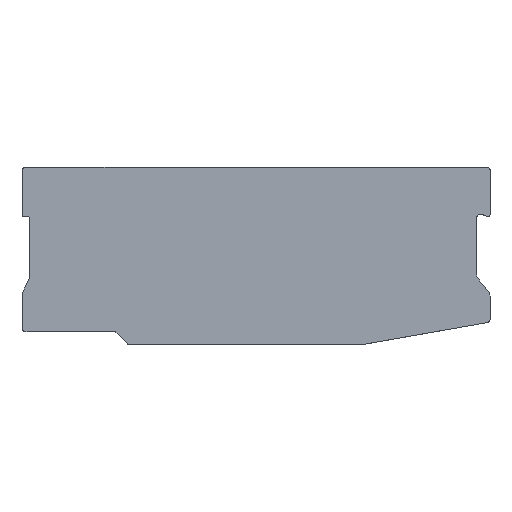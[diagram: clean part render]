
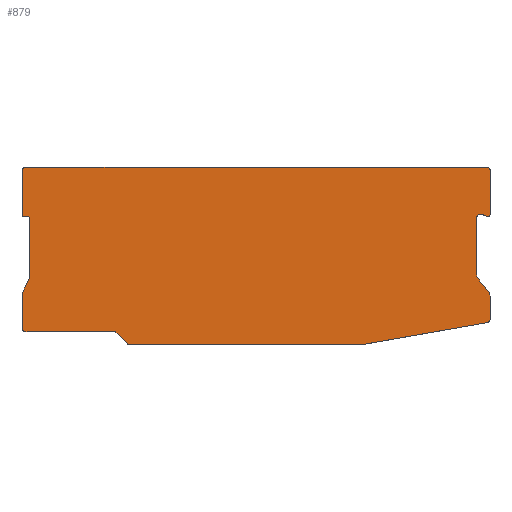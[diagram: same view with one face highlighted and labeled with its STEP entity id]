
A CAD part, top view. The second image highlights one B-rep face of the part: STEP entity #879.
In plain terms, the highlighted planar face has unit normal (0, 0, 1).
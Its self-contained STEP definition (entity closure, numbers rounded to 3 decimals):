
#2=CARTESIAN_POINT('',(23.454,1.55,1.5));
#3=DIRECTION('',(0.,0.,1.));
#4=DIRECTION('',(0.,-1.,0.));
#5=AXIS2_PLACEMENT_3D('',#2,#3,#4);
#7=DIRECTION('',(-1.,0.,0.));
#8=VECTOR('',#7,40.955);
#9=CARTESIAN_POINT('',(23.454,0.55,1.5));
#10=LINE('',#9,#8);
#11=CARTESIAN_POINT('',(-17.501,1.05,1.5));
#12=DIRECTION('',(0.,0.,1.));
#13=DIRECTION('',(-0.707,-0.707,0.));
#14=AXIS2_PLACEMENT_3D('',#11,#12,#13);
#16=DIRECTION('',(-0.707,0.707,0.));
#17=VECTOR('',#16,2.768);
#18=CARTESIAN_POINT('',(-17.855,0.696,1.5));
#19=LINE('',#18,#17);
#20=DIRECTION('',(-1.,0.,0.));
#21=VECTOR('',#20,15.434);
#22=CARTESIAN_POINT('',(-20.166,2.8,1.5));
#23=LINE('',#22,#21);
#24=CARTESIAN_POINT('',(-35.6,3.5,1.5));
#25=DIRECTION('',(0.,0.,1.));
#26=DIRECTION('',(-1.,0.,0.));
#27=AXIS2_PLACEMENT_3D('',#24,#25,#26);
#29=DIRECTION('',(0.,1.,0.));
#30=VECTOR('',#29,5.703);
#31=CARTESIAN_POINT('',(-36.3,3.5,1.5));
#32=LINE('',#31,#30);
#33=CARTESIAN_POINT('',(-35.1,9.203,1.5));
#34=DIRECTION('',(0.,0.,1.));
#35=DIRECTION('',(-0.901,0.435,0.));
#36=AXIS2_PLACEMENT_3D('',#33,#34,#35);
#38=DIRECTION('',(0.435,0.901,0.));
#39=VECTOR('',#38,2.694);
#40=CARTESIAN_POINT('',(-36.181,9.724,1.5));
#41=LINE('',#40,#39);
#42=CARTESIAN_POINT('',(-36.,12.629,1.5));
#43=DIRECTION('',(0.,0.,1.));
#44=DIRECTION('',(0.901,-0.435,0.));
#45=AXIS2_PLACEMENT_3D('',#42,#43,#44);
#47=DIRECTION('',(0.,1.,0.));
#48=VECTOR('',#47,9.845);
#49=CARTESIAN_POINT('',(-34.9,12.629,1.5));
#50=LINE('',#49,#48);
#51=CARTESIAN_POINT('',(-35.5,22.473,1.5));
#52=DIRECTION('',(0.,0.,1.));
#53=DIRECTION('',(1.,0.,0.));
#54=AXIS2_PLACEMENT_3D('',#51,#52,#53);
#56=DIRECTION('',(-0.94,-0.342,0.));
#57=VECTOR('',#56,0.098);
#58=CARTESIAN_POINT('',(-35.705,23.037,1.5));
#59=LINE('',#58,#57);
#60=CARTESIAN_POINT('',(-35.9,23.286,1.5));
#61=DIRECTION('',(0.,0.,1.));
#62=DIRECTION('',(-1.,0.,0.));
#63=AXIS2_PLACEMENT_3D('',#60,#61,#62);
#65=DIRECTION('',(0.,1.,0.));
#66=VECTOR('',#65,7.914);
#67=CARTESIAN_POINT('',(-36.2,23.286,1.5));
#68=LINE('',#67,#66);
#69=CARTESIAN_POINT('',(-35.8,31.2,1.5));
#70=DIRECTION('',(0.,0.,1.));
#71=DIRECTION('',(0.,1.,0.));
#72=AXIS2_PLACEMENT_3D('',#69,#70,#71);
#74=DIRECTION('',(1.,0.,0.));
#75=VECTOR('',#74,81.2);
#76=CARTESIAN_POINT('',(-35.8,31.6,1.5));
#77=LINE('',#76,#75);
#78=CARTESIAN_POINT('',(45.4,31.2,1.5));
#79=DIRECTION('',(0.,0.,1.));
#80=DIRECTION('',(1.,0.,0.));
#81=AXIS2_PLACEMENT_3D('',#78,#79,#80);
#83=DIRECTION('',(0.,-1.,0.));
#84=VECTOR('',#83,7.914);
#85=CARTESIAN_POINT('',(45.8,31.2,1.5));
#86=LINE('',#85,#84);
#87=CARTESIAN_POINT('',(45.5,23.286,1.5));
#88=DIRECTION('',(0.,0.,1.));
#89=DIRECTION('',(-0.342,-0.94,0.));
#90=AXIS2_PLACEMENT_3D('',#87,#88,#89);
#92=DIRECTION('',(-0.94,0.342,0.));
#93=VECTOR('',#92,1.162);
#94=CARTESIAN_POINT('',(45.397,23.004,1.5));
#95=LINE('',#94,#93);
#96=CARTESIAN_POINT('',(44.1,22.837,1.5));
#97=DIRECTION('',(0.,0.,1.));
#98=DIRECTION('',(0.342,0.94,0.));
#99=AXIS2_PLACEMENT_3D('',#96,#97,#98);
#101=DIRECTION('',(0.,-1.,0.));
#102=VECTOR('',#101,10.089);
#103=CARTESIAN_POINT('',(43.5,22.837,1.5));
#104=LINE('',#103,#102);
#105=CARTESIAN_POINT('',(44.6,12.748,1.5));
#106=DIRECTION('',(0.,0.,1.));
#107=DIRECTION('',(-1.,0.,0.));
#108=AXIS2_PLACEMENT_3D('',#105,#106,#107);
#110=DIRECTION('',(0.621,-0.783,0.));
#111=VECTOR('',#110,2.9);
#112=CARTESIAN_POINT('',(43.738,12.065,1.5));
#113=LINE('',#112,#111);
#114=CARTESIAN_POINT('',(44.6,9.047,1.5));
#115=DIRECTION('',(0.,0.,1.));
#116=DIRECTION('',(1.,0.,0.));
#117=AXIS2_PLACEMENT_3D('',#114,#115,#116);
#119=DIRECTION('',(0.,-1.,0.));
#120=VECTOR('',#119,4.153);
#121=CARTESIAN_POINT('',(45.8,9.047,1.5));
#122=LINE('',#121,#120);
#123=CARTESIAN_POINT('',(45.3,4.894,1.5));
#124=DIRECTION('',(0.,0.,1.));
#125=DIRECTION('',(0.174,-0.985,0.));
#126=AXIS2_PLACEMENT_3D('',#123,#124,#125);
#128=DIRECTION('',(-0.985,-0.174,0.));
#129=VECTOR('',#128,22.095);
#130=CARTESIAN_POINT('',(45.387,4.402,1.5));
#131=LINE('',#130,#129);
#602=CARTESIAN_POINT('',(-20.166,2.3,1.5));
#603=DIRECTION('',(0.,0.,-1.));
#604=DIRECTION('',(0.,1.,0.));
#605=AXIS2_PLACEMENT_3D('',#602,#603,#604);
#676=CARTESIAN_POINT('',(-34.9,22.473,1.5));
#677=CARTESIAN_POINT('',(-35.705,23.037,1.5));
#678=VERTEX_POINT('',#676);
#679=VERTEX_POINT('',#677);
#680=CARTESIAN_POINT('',(-35.8,31.6,1.5));
#681=CARTESIAN_POINT('',(45.4,31.6,1.5));
#682=VERTEX_POINT('',#680);
#683=VERTEX_POINT('',#681);
#684=CARTESIAN_POINT('',(45.8,31.2,1.5));
#685=VERTEX_POINT('',#684);
#686=CARTESIAN_POINT('',(44.305,23.401,1.5));
#687=CARTESIAN_POINT('',(43.5,22.837,1.5));
#688=VERTEX_POINT('',#686);
#689=VERTEX_POINT('',#687);
#690=CARTESIAN_POINT('',(43.5,12.748,1.5));
#691=VERTEX_POINT('',#690);
#692=CARTESIAN_POINT('',(43.738,12.065,1.5));
#693=VERTEX_POINT('',#692);
#694=CARTESIAN_POINT('',(45.54,9.793,1.5));
#695=VERTEX_POINT('',#694);
#696=CARTESIAN_POINT('',(45.8,9.047,1.5));
#697=VERTEX_POINT('',#696);
#698=CARTESIAN_POINT('',(-36.3,3.5,1.5));
#699=CARTESIAN_POINT('',(-35.6,2.8,1.5));
#700=VERTEX_POINT('',#698);
#701=VERTEX_POINT('',#699);
#702=CARTESIAN_POINT('',(-36.3,9.203,1.5));
#703=VERTEX_POINT('',#702);
#704=CARTESIAN_POINT('',(-36.181,9.724,1.5));
#705=VERTEX_POINT('',#704);
#706=CARTESIAN_POINT('',(-35.009,12.151,1.5));
#707=VERTEX_POINT('',#706);
#708=CARTESIAN_POINT('',(-34.9,12.629,1.5));
#709=VERTEX_POINT('',#708);
#714=CARTESIAN_POINT('',(-36.2,31.2,1.5));
#715=VERTEX_POINT('',#714);
#760=CARTESIAN_POINT('',(45.397,23.004,1.5));
#761=VERTEX_POINT('',#760);
#762=CARTESIAN_POINT('',(45.8,23.286,1.5));
#763=VERTEX_POINT('',#762);
#764=CARTESIAN_POINT('',(-36.2,23.286,1.5));
#765=CARTESIAN_POINT('',(-35.797,23.004,1.5));
#766=VERTEX_POINT('',#764);
#767=VERTEX_POINT('',#765);
#772=CARTESIAN_POINT('',(-20.166,2.8,1.5));
#774=VERTEX_POINT('',#772);
#776=CARTESIAN_POINT('',(-19.812,2.654,1.5));
#778=VERTEX_POINT('',#776);
#780=CARTESIAN_POINT('',(-17.855,0.696,1.5));
#781=CARTESIAN_POINT('',(-17.501,0.55,1.5));
#782=VERTEX_POINT('',#780);
#783=VERTEX_POINT('',#781);
#788=CARTESIAN_POINT('',(45.387,4.402,1.5));
#789=CARTESIAN_POINT('',(45.8,4.894,1.5));
#790=VERTEX_POINT('',#788);
#791=VERTEX_POINT('',#789);
#796=CARTESIAN_POINT('',(23.454,0.55,1.5));
#797=CARTESIAN_POINT('',(23.627,0.565,1.5));
#798=VERTEX_POINT('',#796);
#799=VERTEX_POINT('',#797);
#812=CARTESIAN_POINT('',(0.,0.,1.5));
#813=DIRECTION('',(0.,0.,1.));
#814=DIRECTION('',(1.,0.,0.));
#815=AXIS2_PLACEMENT_3D('',#812,#813,#814);
#816=PLANE('',#815);
#818=ORIENTED_EDGE('',*,*,#817,.F.);
#820=ORIENTED_EDGE('',*,*,#819,.T.);
#822=ORIENTED_EDGE('',*,*,#821,.F.);
#824=ORIENTED_EDGE('',*,*,#823,.T.);
#826=ORIENTED_EDGE('',*,*,#825,.F.);
#828=ORIENTED_EDGE('',*,*,#827,.T.);
#830=ORIENTED_EDGE('',*,*,#829,.F.);
#832=ORIENTED_EDGE('',*,*,#831,.T.);
#834=ORIENTED_EDGE('',*,*,#833,.F.);
#836=ORIENTED_EDGE('',*,*,#835,.T.);
#838=ORIENTED_EDGE('',*,*,#837,.T.);
#840=ORIENTED_EDGE('',*,*,#839,.T.);
#842=ORIENTED_EDGE('',*,*,#841,.T.);
#844=ORIENTED_EDGE('',*,*,#843,.T.);
#846=ORIENTED_EDGE('',*,*,#845,.F.);
#848=ORIENTED_EDGE('',*,*,#847,.T.);
#850=ORIENTED_EDGE('',*,*,#849,.F.);
#852=ORIENTED_EDGE('',*,*,#851,.T.);
#854=ORIENTED_EDGE('',*,*,#853,.F.);
#856=ORIENTED_EDGE('',*,*,#855,.T.);
#858=ORIENTED_EDGE('',*,*,#857,.F.);
#860=ORIENTED_EDGE('',*,*,#859,.T.);
#862=ORIENTED_EDGE('',*,*,#861,.T.);
#864=ORIENTED_EDGE('',*,*,#863,.T.);
#866=ORIENTED_EDGE('',*,*,#865,.T.);
#868=ORIENTED_EDGE('',*,*,#867,.T.);
#870=ORIENTED_EDGE('',*,*,#869,.F.);
#872=ORIENTED_EDGE('',*,*,#871,.T.);
#874=ORIENTED_EDGE('',*,*,#873,.F.);
#876=ORIENTED_EDGE('',*,*,#875,.T.);
#877=EDGE_LOOP('',(#818,#820,#822,#824,#826,#828,#830,#832,#834,#836,#838,#840,
#842,#844,#846,#848,#850,#852,#854,#856,#858,#860,#862,#864,#866,#868,#870,#872,
#874,#876));
#878=FACE_OUTER_BOUND('',#877,.F.);
#6=CIRCLE('',#5,1.);
#15=CIRCLE('',#14,0.5);
#28=CIRCLE('',#27,0.7);
#37=CIRCLE('',#36,1.2);
#46=CIRCLE('',#45,1.1);
#55=CIRCLE('',#54,0.6);
#64=CIRCLE('',#63,0.3);
#73=CIRCLE('',#72,0.4);
#82=CIRCLE('',#81,0.4);
#91=CIRCLE('',#90,0.3);
#100=CIRCLE('',#99,0.6);
#109=CIRCLE('',#108,1.1);
#118=CIRCLE('',#117,1.2);
#127=CIRCLE('',#126,0.5);
#606=CIRCLE('',#605,0.5);
#817=EDGE_CURVE('',#798,#799,#6,.T.);
#819=EDGE_CURVE('',#798,#783,#10,.T.);
#821=EDGE_CURVE('',#782,#783,#15,.T.);
#823=EDGE_CURVE('',#782,#778,#19,.T.);
#825=EDGE_CURVE('',#774,#778,#606,.T.);
#827=EDGE_CURVE('',#774,#701,#23,.T.);
#829=EDGE_CURVE('',#700,#701,#28,.T.);
#831=EDGE_CURVE('',#700,#703,#32,.T.);
#833=EDGE_CURVE('',#705,#703,#37,.T.);
#835=EDGE_CURVE('',#705,#707,#41,.T.);
#837=EDGE_CURVE('',#707,#709,#46,.T.);
#839=EDGE_CURVE('',#709,#678,#50,.T.);
#841=EDGE_CURVE('',#678,#679,#55,.T.);
#843=EDGE_CURVE('',#679,#767,#59,.T.);
#845=EDGE_CURVE('',#766,#767,#64,.T.);
#847=EDGE_CURVE('',#766,#715,#68,.T.);
#849=EDGE_CURVE('',#682,#715,#73,.T.);
#851=EDGE_CURVE('',#682,#683,#77,.T.);
#853=EDGE_CURVE('',#685,#683,#82,.T.);
#855=EDGE_CURVE('',#685,#763,#86,.T.);
#857=EDGE_CURVE('',#761,#763,#91,.T.);
#859=EDGE_CURVE('',#761,#688,#95,.T.);
#861=EDGE_CURVE('',#688,#689,#100,.T.);
#863=EDGE_CURVE('',#689,#691,#104,.T.);
#865=EDGE_CURVE('',#691,#693,#109,.T.);
#867=EDGE_CURVE('',#693,#695,#113,.T.);
#869=EDGE_CURVE('',#697,#695,#118,.T.);
#871=EDGE_CURVE('',#697,#791,#122,.T.);
#873=EDGE_CURVE('',#790,#791,#127,.T.);
#875=EDGE_CURVE('',#790,#799,#131,.T.);
#879=ADVANCED_FACE('',(#878),#816,.T.);
